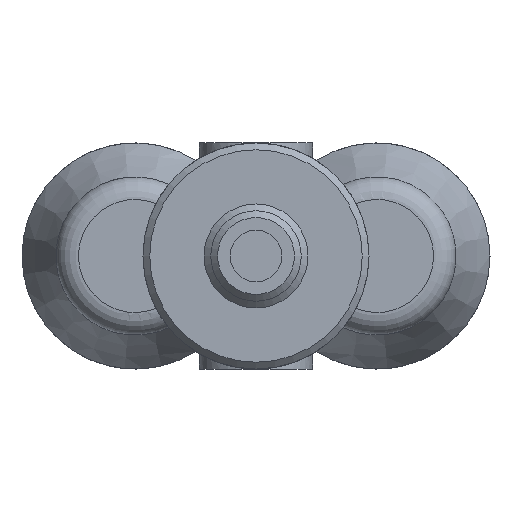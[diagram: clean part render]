
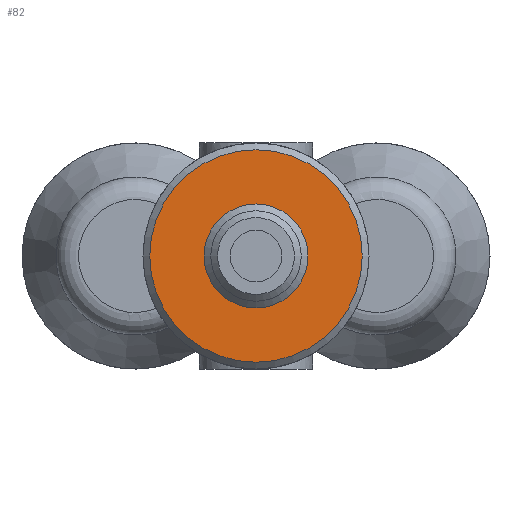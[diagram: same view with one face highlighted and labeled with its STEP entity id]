
A CAD part, front view. The second image highlights one B-rep face of the part: STEP entity #82.
In plain terms, the highlighted planar face has unit normal (0, -1, 0).
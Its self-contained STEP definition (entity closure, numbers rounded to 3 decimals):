
#82 = ADVANCED_FACE( 'NONE', ( #160, #161 ), #162, .T. );
#160 = FACE_OUTER_BOUND( '', #332, .T. );
#161 = FACE_BOUND( '', #333, .T. );
#162 = PLANE( '', #334 );
#332 = EDGE_LOOP( '', ( #564 ) );
#333 = EDGE_LOOP( '', ( #565 ) );
#334 = AXIS2_PLACEMENT_3D( '', #566, #567, #568 );
#564 = ORIENTED_EDGE( '', *, *, #1010, .F. );
#565 = ORIENTED_EDGE( '', *, *, #1011, .F. );
#566 = CARTESIAN_POINT( '', ( -2.3, -15.5, 0. ) );
#567 = DIRECTION( '', ( 0., -1., 0. ) );
#568 = DIRECTION( '', ( 0., 0., -1. ) );
#1010 = EDGE_CURVE( 'NONE', #1185, #1185, #1186, .T. );
#1011 = EDGE_CURVE( 'NONE', #1187, #1187, #1188, .T. );
#1185 = VERTEX_POINT( '', #1635 );
#1186 = CIRCLE( '', #1636, 4.7 );
#1187 = VERTEX_POINT( '', #1637 );
#1188 = CIRCLE( '', #1638, 2.3 );
#1635 = CARTESIAN_POINT( '', ( 0., -15.5, 4.7 ) );
#1636 = AXIS2_PLACEMENT_3D( '', #1939, #1940, #1941 );
#1637 = CARTESIAN_POINT( '', ( 0., -15.5, 2.3 ) );
#1638 = AXIS2_PLACEMENT_3D( '', #1942, #1943, #1944 );
#1939 = CARTESIAN_POINT( '', ( 0., -15.5, 0. ) );
#1940 = DIRECTION( '', ( 0., 1., 0. ) );
#1941 = DIRECTION( '', ( 0., 0., 1. ) );
#1942 = CARTESIAN_POINT( '', ( 0., -15.5, 0. ) );
#1943 = DIRECTION( '', ( 0., -1., 0. ) );
#1944 = DIRECTION( '', ( 0., 0., 1. ) );
